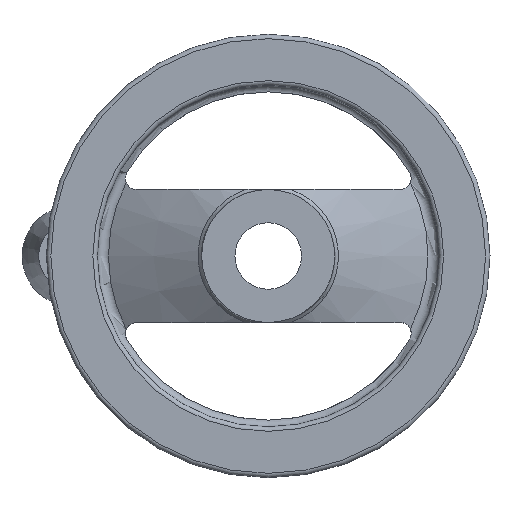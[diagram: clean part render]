
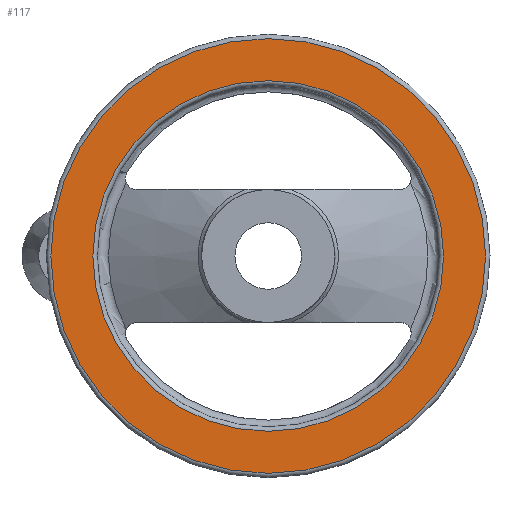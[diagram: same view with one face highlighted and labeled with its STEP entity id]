
A CAD part, left-side view. The second image highlights one B-rep face of the part: STEP entity #117.
In plain terms, the highlighted planar face has unit normal (-1, 0, 0).
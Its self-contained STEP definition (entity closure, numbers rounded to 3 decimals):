
#117 = ADVANCED_FACE( '', ( #249, #250 ), #251, .F. );
#249 = FACE_OUTER_BOUND( '', #415, .T. );
#250 = FACE_BOUND( '', #416, .T. );
#251 = PLANE( '', #417 );
#415 = EDGE_LOOP( '', ( #675 ) );
#416 = EDGE_LOOP( '', ( #676 ) );
#417 = AXIS2_PLACEMENT_3D( '', #677, #678, #679 );
#675 = ORIENTED_EDGE( '', *, *, #805, .F. );
#676 = ORIENTED_EDGE( '', *, *, #788, .T. );
#677 = CARTESIAN_POINT( '', ( 15.2, 31.62, 0. ) );
#678 = DIRECTION( '', ( 1., 0., 0. ) );
#679 = DIRECTION( '', ( 0., 0., -1. ) );
#788 = EDGE_CURVE( '', #939, #939, #940, .T. );
#805 = EDGE_CURVE( '', #961, #961, #962, .T. );
#939 = VERTEX_POINT( '', #1313 );
#940 = CIRCLE( '', #1314, 31.62 );
#961 = VERTEX_POINT( '', #1398 );
#962 = CIRCLE( '', #1399, 39.2 );
#1313 = CARTESIAN_POINT( '', ( 15.2, 0., -31.62 ) );
#1314 = AXIS2_PLACEMENT_3D( '', #1527, #1528, #1529 );
#1398 = CARTESIAN_POINT( '', ( 15.2, 0., -39.2 ) );
#1399 = AXIS2_PLACEMENT_3D( '', #1539, #1540, #1541 );
#1527 = CARTESIAN_POINT( '', ( 15.2, 0., 0. ) );
#1528 = DIRECTION( '', ( 1., 0., 0. ) );
#1529 = DIRECTION( '', ( 0., 0., -1. ) );
#1539 = CARTESIAN_POINT( '', ( 15.2, 0., 0. ) );
#1540 = DIRECTION( '', ( 1., 0., 0. ) );
#1541 = DIRECTION( '', ( 0., 0., -1. ) );
